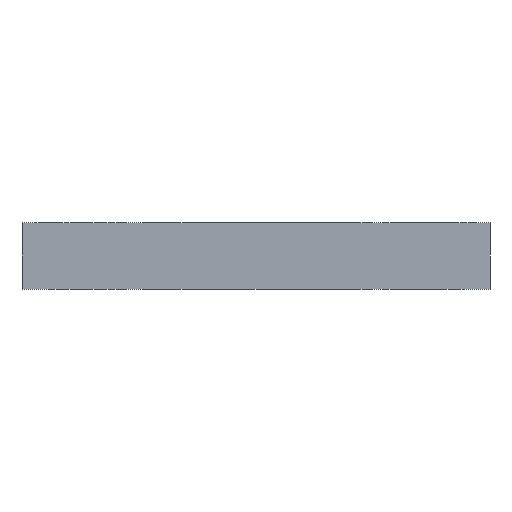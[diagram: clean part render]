
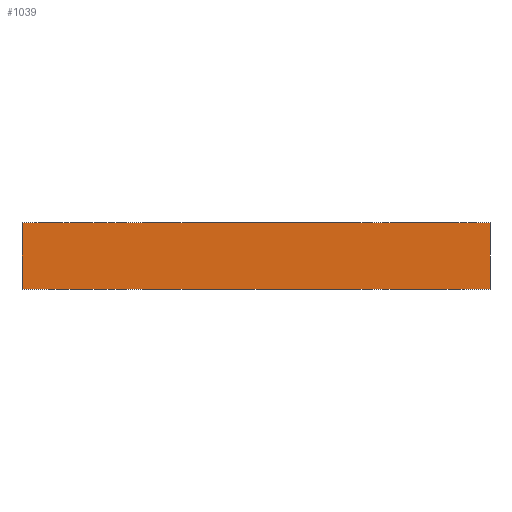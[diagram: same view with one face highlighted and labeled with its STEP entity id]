
A CAD part, front view. The second image highlights one B-rep face of the part: STEP entity #1039.
In plain terms, the highlighted planar face has unit normal (0, -1, 0).
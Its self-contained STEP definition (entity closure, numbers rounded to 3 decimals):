
#38 = CARTESIAN_POINT ( 'NONE',  ( 0., 0., 16. ) ) ;
#56 = CARTESIAN_POINT ( 'NONE',  ( 112., 0., 16. ) ) ;
#74 = VERTEX_POINT ( 'NONE', #150 ) ;
#106 = DIRECTION ( 'NONE',  ( 0., 0., -1. ) ) ;
#123 = VERTEX_POINT ( 'NONE', #221 ) ;
#125 = VERTEX_POINT ( 'NONE', #222 ) ;
#143 = VERTEX_POINT ( 'NONE', #56 ) ;
#150 = CARTESIAN_POINT ( 'NONE',  ( 0., 0., 16. ) ) ;
#177 = DIRECTION ( 'NONE',  ( 1., 0., 0. ) ) ;
#178 = CARTESIAN_POINT ( 'NONE',  ( 0., 0., 16. ) ) ;
#221 = CARTESIAN_POINT ( 'NONE',  ( 0., 0., 0. ) ) ;
#222 = CARTESIAN_POINT ( 'NONE',  ( 112., 0., 0. ) ) ;
#230 = CARTESIAN_POINT ( 'NONE',  ( 0., 0., 0. ) ) ;
#318 = DIRECTION ( 'NONE',  ( 1., 0., 0. ) ) ;
#336 = DIRECTION ( 'NONE',  ( 0., 0., -1. ) ) ;
#338 = CARTESIAN_POINT ( 'NONE',  ( 112., 0., 16. ) ) ;
#382 = EDGE_CURVE ( 'NONE', #74, #143, #931, .T. ) ;
#383 = EDGE_CURVE ( 'NONE', #74, #123, #974, .T. ) ;
#411 = EDGE_CURVE ( 'NONE', #143, #125, #713, .T. ) ;
#434 = EDGE_CURVE ( 'NONE', #123, #125, #985, .T. ) ;
#526 = AXIS2_PLACEMENT_3D ( 'NONE', #1104, #1095, #1143 ) ;
#586 = FACE_OUTER_BOUND ( 'NONE', #878, .T. ) ;
#713 = LINE ( 'NONE', #338, #941 ) ;
#737 = ORIENTED_EDGE ( 'NONE', *, *, #382, .F. ) ;
#752 = ORIENTED_EDGE ( 'NONE', *, *, #434, .T. ) ;
#756 = ORIENTED_EDGE ( 'NONE', *, *, #411, .F. ) ;
#809 = VECTOR ( 'NONE', #318, 1000. ) ;
#878 = EDGE_LOOP ( 'NONE', ( #752, #756, #737, #996 ) ) ;
#927 = VECTOR ( 'NONE', #106, 1000. ) ;
#931 = LINE ( 'NONE', #178, #972 ) ;
#941 = VECTOR ( 'NONE', #336, 1000. ) ;
#972 = VECTOR ( 'NONE', #177, 1000. ) ;
#974 = LINE ( 'NONE', #38, #927 ) ;
#985 = LINE ( 'NONE', #230, #809 ) ;
#996 = ORIENTED_EDGE ( 'NONE', *, *, #383, .T. ) ;
#1039 = ADVANCED_FACE ( 'NONE', ( #586 ), #1110, .F. ) ;
#1095 = DIRECTION ( 'NONE',  ( 0., 1., 0. ) ) ;
#1104 = CARTESIAN_POINT ( 'NONE',  ( 0., 0., 16. ) ) ;
#1110 = PLANE ( 'NONE',  #526 ) ;
#1143 = DIRECTION ( 'NONE',  ( 0., 0., 1. ) ) ;
